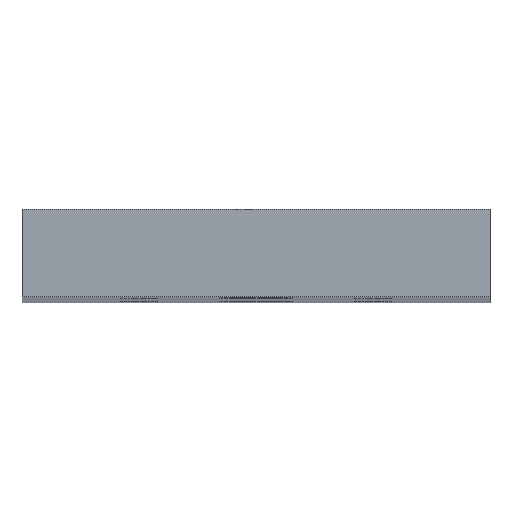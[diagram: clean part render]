
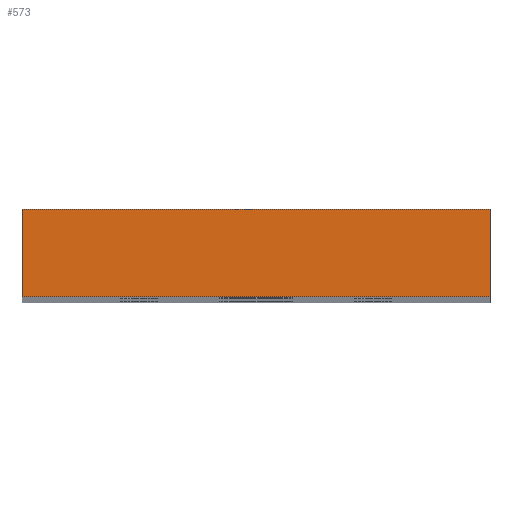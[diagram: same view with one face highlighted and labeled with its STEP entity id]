
A CAD part, top view. The second image highlights one B-rep face of the part: STEP entity #573.
In plain terms, the highlighted planar face has unit normal (0, 0, 1).
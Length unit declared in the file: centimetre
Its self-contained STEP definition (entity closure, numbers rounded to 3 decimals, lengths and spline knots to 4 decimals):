
#106=VERTEX_POINT('',#842);
#109=VERTEX_POINT('',#847);
#112=VERTEX_POINT('',#857);
#113=VERTEX_POINT('',#859);
#165=VECTOR('',#682,1.);
#170=VECTOR('',#689,1.);
#172=VECTOR('',#692,1.);
#173=VECTOR('',#693,1.);
#177=LINE('',#848,#165);
#182=LINE('',#858,#170);
#184=LINE('',#862,#172);
#185=LINE('',#863,#173);
#189=EDGE_CURVE('',#109,#106,#177,.T.);
#194=EDGE_CURVE('',#113,#112,#182,.T.);
#196=EDGE_CURVE('',#112,#106,#184,.T.);
#197=EDGE_CURVE('',#109,#113,#185,.T.);
#258=ORIENTED_EDGE('',*,*,#196,.T.);
#259=ORIENTED_EDGE('',*,*,#189,.F.);
#260=ORIENTED_EDGE('',*,*,#197,.T.);
#261=ORIENTED_EDGE('',*,*,#194,.T.);
#369=EDGE_LOOP('',(#258,#259,#260,#261));
#471=FACE_BOUND('',#369,.T.);
#573=ADVANCED_FACE('',(#471),#989,.T.);
#603=AXIS2_PLACEMENT_3D('',#861,#691,$);
#682=DIRECTION('',(0.,1.,0.));
#689=DIRECTION('',(0.,1.,0.));
#691=DIRECTION('',(0.,0.,1.));
#692=DIRECTION('',(-1.,0.,0.));
#693=DIRECTION('',(1.,0.,0.));
#842=CARTESIAN_POINT('',(-2.54,0.9525,36.2744));
#847=CARTESIAN_POINT('',(-2.54,0.,36.2744));
#848=CARTESIAN_POINT('',(-2.54,0.,36.2744));
#857=CARTESIAN_POINT('',(2.54,0.9525,36.2744));
#858=CARTESIAN_POINT('',(2.54,0.,36.2744));
#859=CARTESIAN_POINT('',(2.54,0.,36.2744));
#861=CARTESIAN_POINT('',(0.,0.,36.2744));
#862=CARTESIAN_POINT('',(-2.54,0.9525,36.2744));
#863=CARTESIAN_POINT('',(-2.54,0.,36.2744));
#989=PLANE('',#603);
